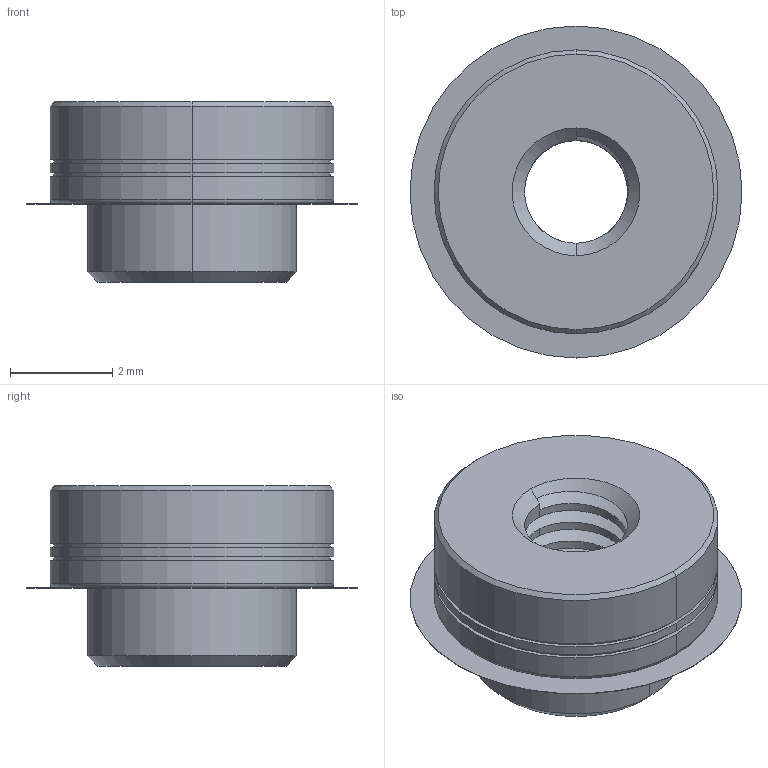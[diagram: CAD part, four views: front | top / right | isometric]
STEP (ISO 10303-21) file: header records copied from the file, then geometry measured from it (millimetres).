
FILE_DESCRIPTION(/* description */ (''),/* implementation_level */ '2;1');
FILE_NAME(/* name */ '155-1175-000_1.stp',/* time_stamp */ '2023-11-01T20:46:07+03:00',/* author */ (''),/* organization */ (''),/* preprocessor_version */ 'ST-DEVELOPER v16.7',/* originating_system */ 'SIEMENS PLM Software NX 12.0',/* authorisation */ '');
FILE_SCHEMA (('AUTOMOTIVE_DESIGN { 1 0 10303 214 3 1 1 1 }'));
Length unit declared in the file: millimetre
Products named in the file (1): 155-1175-000_1
Bounding box: 6.5 x 6.5 x 3.53 mm (x, y, z)
Volume: 55 mm3; surface area: 154.3 mm2
Topology: 1 solids, 1 shells, 51 faces, 118 edges, 75 vertices
Faces by surface type: cylinder 28, plane 9, cone 8, bspline 4, torus 2
Entity records: 3315 total; most frequent: CARTESIAN_POINT 2160, ORIENTED_EDGE 236, DIRECTION 218, EDGE_CURVE 118, AXIS2_PLACEMENT_3D 91, VERTEX_POINT 75, EDGE_LOOP 59, ADVANCED_FACE 51
